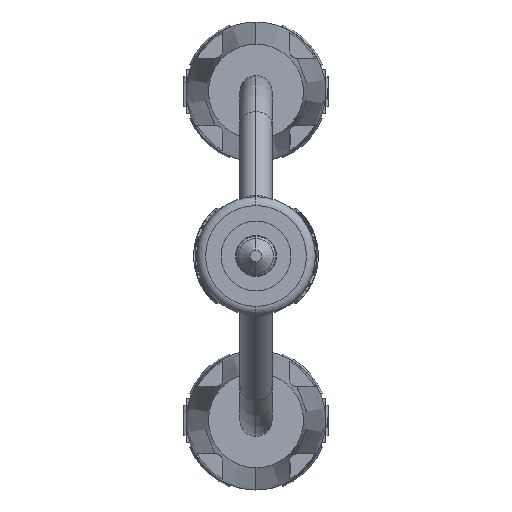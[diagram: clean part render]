
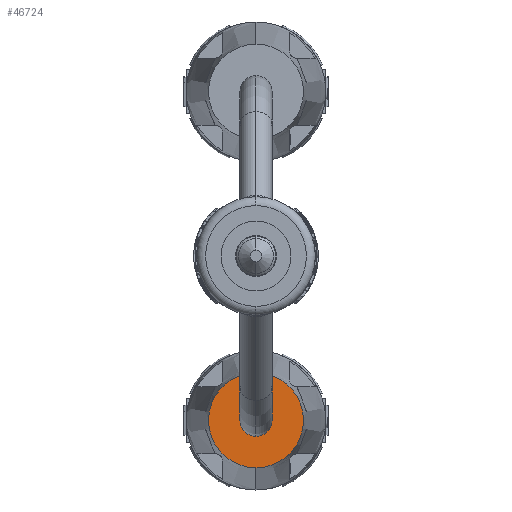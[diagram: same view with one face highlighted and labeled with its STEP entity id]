
A CAD part, left-side view. The second image highlights one B-rep face of the part: STEP entity #46724.
In plain terms, the highlighted planar face has unit normal (-1, 0, 0).
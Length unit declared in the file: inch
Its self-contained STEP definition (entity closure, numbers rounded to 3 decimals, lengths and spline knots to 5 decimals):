
#13054 = CIRCLE ( 'NONE', #13089, 0.16 ) ;
#13055 = DIRECTION ( 'NONE',  ( 1., 0., 0. ) ) ;
#13056 = CARTESIAN_POINT ( 'NONE',  ( 0., 0., 0. ) ) ;
#13062 = CARTESIAN_POINT ( 'NONE',  ( 0., 0., 0. ) ) ;
#13065 = PLANE ( 'NONE',  #13083 ) ;
#13083 = AXIS2_PLACEMENT_3D ( 'NONE', #13056, #13055, #13157 ) ;
#13089 = AXIS2_PLACEMENT_3D ( 'NONE', #13062, #13166, #13165 ) ;
#13101 = FACE_OUTER_BOUND ( 'NONE', #46802, .T. ) ;
#13157 = DIRECTION ( 'NONE',  ( 0., 0., -1. ) ) ;
#13165 = DIRECTION ( 'NONE',  ( 0., 0., 1. ) ) ;
#13166 = DIRECTION ( 'NONE',  ( -1., 0., 0. ) ) ;
#24351 = CARTESIAN_POINT ( 'NONE',  ( 0., 0., -0.16 ) ) ;
#25429 = DIRECTION ( 'NONE',  ( 0., 0., 1. ) ) ;
#25430 = DIRECTION ( 'NONE',  ( -1., 0., 0. ) ) ;
#25432 = AXIS2_PLACEMENT_3D ( 'NONE', #25480, #25430, #25429 ) ;
#25434 = CIRCLE ( 'NONE', #25432, 0.16 ) ;
#25437 = CARTESIAN_POINT ( 'NONE',  ( 0., 0., 0.16 ) ) ;
#25480 = CARTESIAN_POINT ( 'NONE',  ( 0., 0., 0. ) ) ;
#35579 = VERTEX_POINT ( 'NONE', #24351 ) ;
#39134 = EDGE_CURVE ( 'NONE', #39146, #35579, #25434, .T. ) ;
#39146 = VERTEX_POINT ( 'NONE', #25437 ) ;
#46722 = EDGE_CURVE ( 'NONE', #35579, #39146, #13054, .T. ) ;
#46724 = ADVANCED_FACE ( 'NONE', ( #13101 ), #13065, .F. ) ;
#46726 = ORIENTED_EDGE ( 'NONE', *, *, #46722, .T. ) ;
#46802 = EDGE_LOOP ( 'NONE', ( #46726, #46805 ) ) ;
#46805 = ORIENTED_EDGE ( 'NONE', *, *, #39134, .T. ) ;
